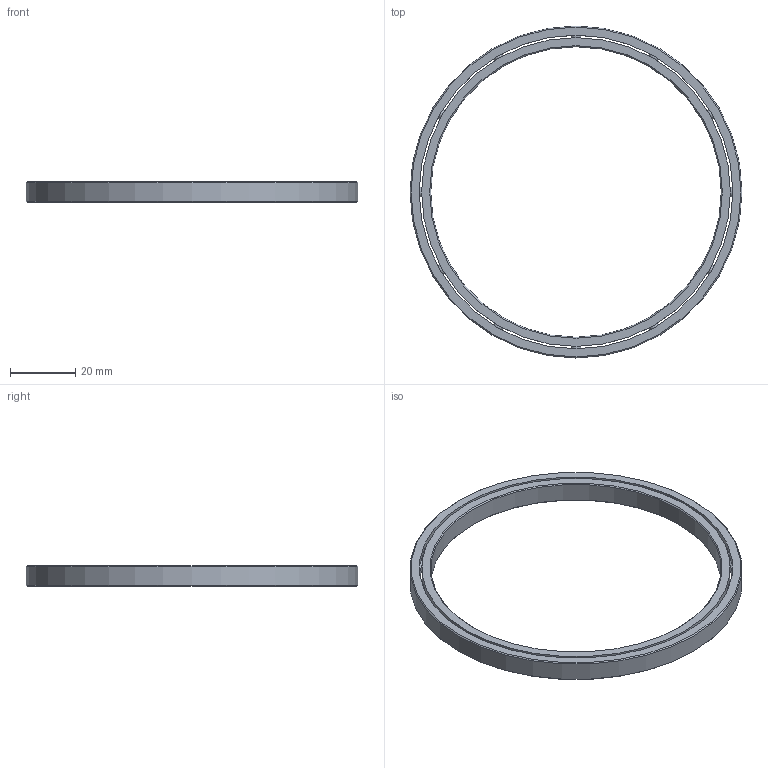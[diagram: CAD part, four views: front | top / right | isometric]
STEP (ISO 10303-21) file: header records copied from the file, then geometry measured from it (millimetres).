
FILE_DESCRIPTION(/* description */ ('STEP AP203'),/* implementation_level */ '2;1');
FILE_NAME(/* name */ 'TTB-0003_4OD_3.5ID_.25WD.stp',/* time_stamp */ '2020-05-04T23:39:33-04:00',/* author */ ('rdogn'),/* organization */ (''),/* preprocessor_version */ 'ST-DEVELOPER v18',/* originating_system */ 'Autodesk Inventor 2020',/* authorisation */ '');
FILE_SCHEMA (('AUTOMOTIVE_DESIGN { 1 0 10303 214 3 1 1 }'));
Length unit declared in the file: inch
Products named in the file (1): 6656K140_ULTRA-THIN BALL BEARING
Bounding box: 101.6 x 101.6 x 6.35 mm (x, y, z)
Volume: 9403.6 mm3; surface area: 11669.1 mm2
Topology: 14 solids, 14 shells, 28 faces, 79 edges, 55 vertices
Faces by surface type: sphere 12, cylinder 6, cone 4, plane 4, torus 2
Full cylindrical faces by diameter (mm): 88.9 x1, 94.517 x2, 95.983 x2, 101.6 x1
Entity records: 862 total; most frequent: DIRECTION 158, CARTESIAN_POINT 139, ORIENTED_EDGE 110, AXIS2_PLACEMENT_3D 74, VERTEX_POINT 55, EDGE_CURVE 55, CIRCLE 45, EDGE_LOOP 32
